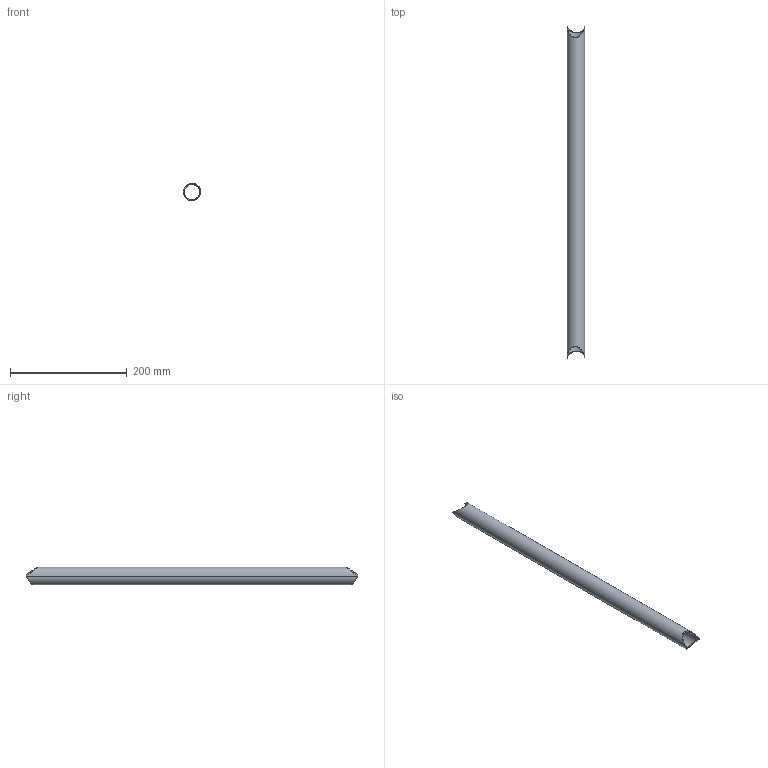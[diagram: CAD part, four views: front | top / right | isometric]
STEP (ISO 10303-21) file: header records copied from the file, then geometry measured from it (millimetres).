
FILE_DESCRIPTION(('CATIA V5 STEP Exchange'),'2;1');
FILE_NAME('1.stp','2022-01-13T13:34:10+00:00',('none'),('none'),'CATIA Version 5 Release 19 SP 2 (IN-10)','CATIA V5 STEP AP203','none');
FILE_SCHEMA(('CONFIG_CONTROL_DESIGN'));
Length unit declared in the file: millimetre
Products named in the file (1): Shape_7119
Bounding box: 30 x 567.84 x 29.97 mm (x, y, z)
Volume: 95990.6 mm3; surface area: 96675.9 mm2
Topology: 1 solids, 1 shells, 8 faces, 24 edges, 18 vertices
Faces by surface type: cylinder 8
Entity records: 558 total; most frequent: CARTESIAN_POINT 329, ORIENTED_EDGE 48, EDGE_CURVE 24, DIRECTION 19, VERTEX_POINT 18, B_SPLINE_CURVE_WITH_KNOTS 17, EDGE_LOOP 10, AXIS2_PLACEMENT_3D 8
